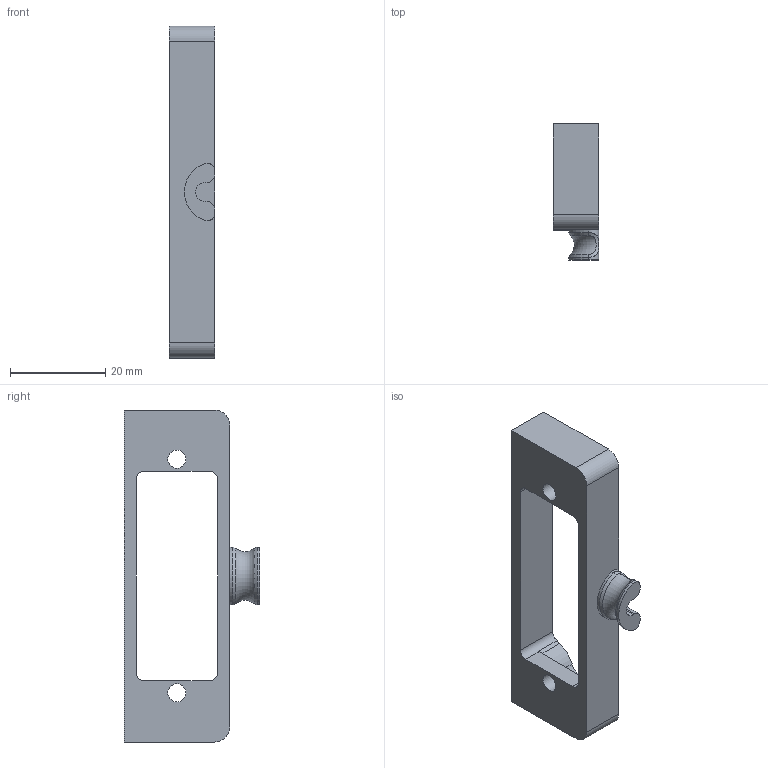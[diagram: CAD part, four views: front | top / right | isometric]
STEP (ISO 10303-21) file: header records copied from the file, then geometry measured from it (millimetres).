
FILE_DESCRIPTION(/* description */ (''),/* implementation_level */ '2;1');
FILE_NAME(/* name */ 'Spacer TOF.stp',/* time_stamp */ '2025-03-07T18:03:50-05:00',/* author */ ('slick'),/* organization */ (''),/* preprocessor_version */ 'ST-DEVELOPER v19.2',/* originating_system */ 'Autodesk Inventor 2023',/* authorisation */ '');
FILE_SCHEMA (('AUTOMOTIVE_DESIGN { 1 0 10303 214 3 1 1 }'));
Length unit declared in the file: inch
Products named in the file (1): Spacer
Bounding box: 9.53 x 28.57 x 69.85 mm (x, y, z)
Volume: 6796.7 mm3; surface area: 5049.2 mm2
Topology: 1 solids, 1 shells, 49 faces, 138 edges, 90 vertices
Faces by surface type: cylinder 27, plane 15, cone 4, bspline 2, torus 1
Full cylindrical faces by diameter (mm): 3.81 x2, 5.8 x2
Entity records: 1895 total; most frequent: CARTESIAN_POINT 534, DIRECTION 288, ORIENTED_EDGE 272, EDGE_CURVE 136, AXIS2_PLACEMENT_3D 108, VERTEX_POINT 90, LINE 72, VECTOR 72
